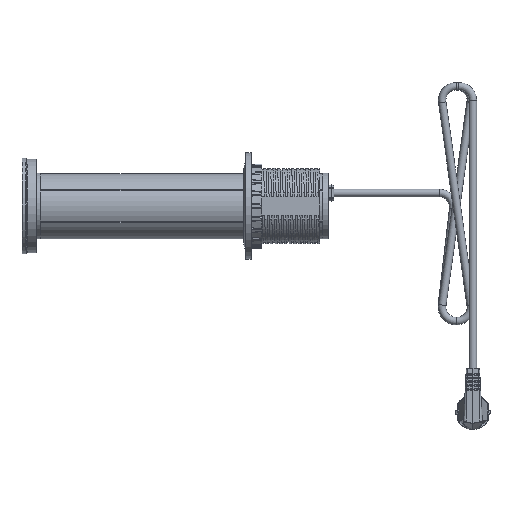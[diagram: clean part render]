
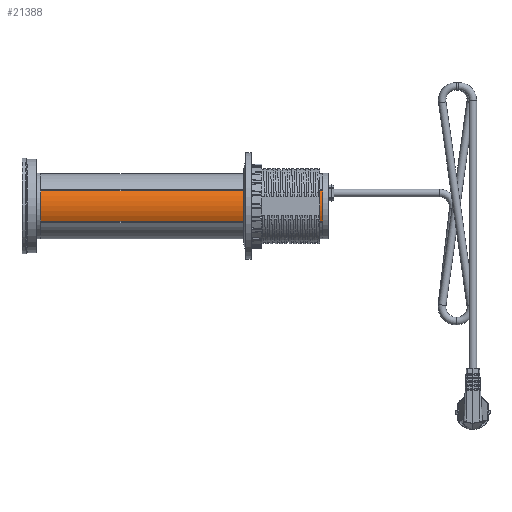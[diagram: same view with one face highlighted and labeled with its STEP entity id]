
A CAD part, left-side view. The second image highlights one B-rep face of the part: STEP entity #21388.
In plain terms, the highlighted cylindrical face has radius 35 mm (diameter 70 mm), a partial arc.
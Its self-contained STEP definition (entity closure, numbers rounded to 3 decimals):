
#1831=LINE('',#31358,#3686);
#1832=LINE('',#31362,#3687);
#3686=VECTOR('',#25476,10.);
#3687=VECTOR('',#25481,10.);
#5166=CYLINDRICAL_SURFACE('',#22866,35.);
#5667=FACE_OUTER_BOUND('',#6939,.T.);
#6939=EDGE_LOOP('',(#15182,#15183,#15184,#15185));
#8124=CIRCLE('',#22842,35.);
#8138=CIRCLE('',#22867,35.);
#9098=VERTEX_POINT('',#31298);
#9099=VERTEX_POINT('',#31300);
#9117=VERTEX_POINT('',#31356);
#9118=VERTEX_POINT('',#31360);
#11377=EDGE_CURVE('',#9098,#9099,#8124,.T.);
#11406=EDGE_CURVE('',#9117,#9099,#1831,.T.);
#11407=EDGE_CURVE('',#9118,#9117,#8138,.T.);
#11408=EDGE_CURVE('',#9118,#9098,#1832,.T.);
#15182=ORIENTED_EDGE('',*,*,#11407,.T.);
#15183=ORIENTED_EDGE('',*,*,#11406,.T.);
#15184=ORIENTED_EDGE('',*,*,#11377,.F.);
#15185=ORIENTED_EDGE('',*,*,#11408,.F.);
#21388=ADVANCED_FACE('',(#5667),#5166,.T.);
#22842=AXIS2_PLACEMENT_3D('',#31301,#25413,#25414);
#22866=AXIS2_PLACEMENT_3D('',#31359,#25477,#25478);
#22867=AXIS2_PLACEMENT_3D('',#31361,#25479,#25480);
#25413=DIRECTION('center_axis',(0.,1.,0.));
#25414=DIRECTION('ref_axis',(0.571,0.,-0.821));
#25476=DIRECTION('',(0.,1.,0.));
#25477=DIRECTION('center_axis',(0.,1.,0.));
#25478=DIRECTION('ref_axis',(0.571,0.,-0.821));
#25479=DIRECTION('center_axis',(0.,1.,0.));
#25480=DIRECTION('ref_axis',(0.571,0.,-0.821));
#25481=DIRECTION('',(0.,1.,0.));
#31298=CARTESIAN_POINT('',(-31.067,306.,-16.119));
#31300=CARTESIAN_POINT('',(-31.067,306.,16.119));
#31301=CARTESIAN_POINT('Origin',(0.,306.,
0.));
#31356=CARTESIAN_POINT('',(-31.067,6.,16.119));
#31358=CARTESIAN_POINT('',(-31.067,6.,16.119));
#31359=CARTESIAN_POINT('Origin',(0.,6.,
0.));
#31360=CARTESIAN_POINT('',(-31.067,6.,-16.119));
#31361=CARTESIAN_POINT('Origin',(0.,6.,
0.));
#31362=CARTESIAN_POINT('',(-31.067,6.,-16.119));
